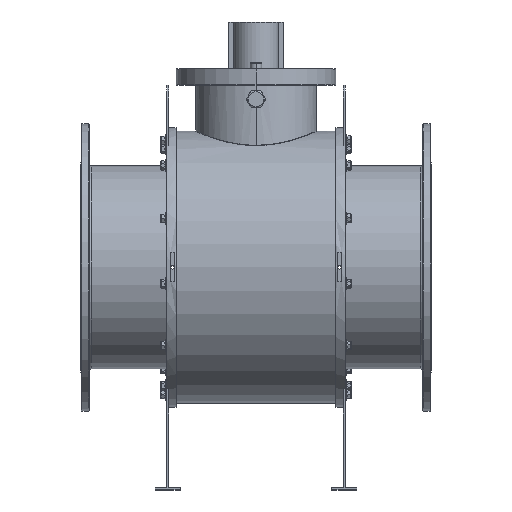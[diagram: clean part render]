
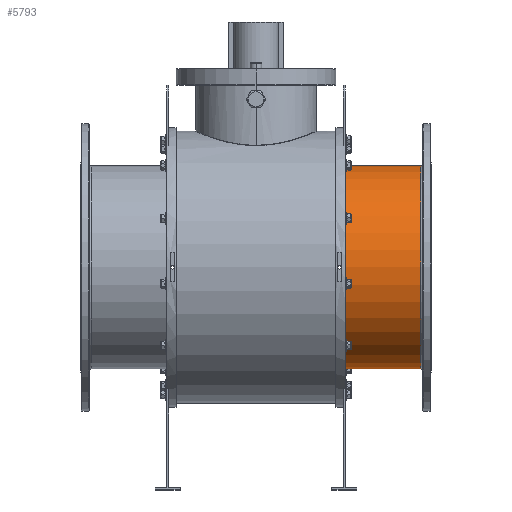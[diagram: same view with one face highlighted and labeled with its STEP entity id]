
A CAD part, top view. The second image highlights one B-rep face of the part: STEP entity #5793.
In plain terms, the highlighted cylindrical face has radius 264.5 mm (diameter 529 mm), a partial arc.
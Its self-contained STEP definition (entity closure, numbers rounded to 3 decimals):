
#523 = DIRECTION ( 'NONE',  ( 0., 0., -1. ) ) ;
#1010 = EDGE_CURVE ( 'NONE', #6060, #7414, #7328, .T. ) ;
#1197 = CYLINDRICAL_SURFACE ( 'NONE', #2209, 264.5 ) ;
#1663 = DIRECTION ( 'NONE',  ( -1., 0., 0. ) ) ;
#1812 = EDGE_CURVE ( 'NONE', #12181, #6060, #10641, .T. ) ;
#2209 = AXIS2_PLACEMENT_3D ( 'NONE', #9729, #6598, #9870 ) ;
#2321 = CARTESIAN_POINT ( 'NONE',  ( -457., -264.5, 0. ) ) ;
#3359 = AXIS2_PLACEMENT_3D ( 'NONE', #10841, #1663, #8553 ) ;
#3450 = ORIENTED_EDGE ( 'NONE', *, *, #3503, .F. ) ;
#3503 = EDGE_CURVE ( 'NONE', #12181, #5183, #11952, .T. ) ;
#4441 = CIRCLE ( 'NONE', #11966, 264.5 ) ;
#5069 = CARTESIAN_POINT ( 'NONE',  ( -457., 264.5, 0. ) ) ;
#5183 = VERTEX_POINT ( 'NONE', #6989 ) ;
#5793 = ADVANCED_FACE ( 'NONE', ( #6529 ), #1197, .T. ) ;
#5938 = DIRECTION ( 'NONE',  ( 1., 0., 0. ) ) ;
#6060 = VERTEX_POINT ( 'NONE', #7149 ) ;
#6396 = VECTOR ( 'NONE', #9411, 1000. ) ;
#6529 = FACE_OUTER_BOUND ( 'NONE', #10533, .T. ) ;
#6598 = DIRECTION ( 'NONE',  ( -1., 0., 0. ) ) ;
#6662 = DIRECTION ( 'NONE',  ( -1., 0., 0. ) ) ;
#6989 = CARTESIAN_POINT ( 'NONE',  ( 232.5, -264.5, 0. ) ) ;
#7147 = CARTESIAN_POINT ( 'NONE',  ( 232.5, 264.5, 0. ) ) ;
#7149 = CARTESIAN_POINT ( 'NONE',  ( 430., 264.5, 0. ) ) ;
#7328 = LINE ( 'NONE', #5069, #6396 ) ;
#7414 = VERTEX_POINT ( 'NONE', #7147 ) ;
#8553 = DIRECTION ( 'NONE',  ( 0., 1., 0. ) ) ;
#9389 = ORIENTED_EDGE ( 'NONE', *, *, #9603, .T. ) ;
#9411 = DIRECTION ( 'NONE',  ( -1., 0., 0. ) ) ;
#9603 = EDGE_CURVE ( 'NONE', #7414, #5183, #4441, .T. ) ;
#9729 = CARTESIAN_POINT ( 'NONE',  ( -457., 0., 0. ) ) ;
#9791 = ORIENTED_EDGE ( 'NONE', *, *, #1812, .T. ) ;
#9870 = DIRECTION ( 'NONE',  ( 0., -1., 0. ) ) ;
#10212 = VECTOR ( 'NONE', #6662, 1000. ) ;
#10533 = EDGE_LOOP ( 'NONE', ( #9791, #12891, #9389, #3450 ) ) ;
#10641 = CIRCLE ( 'NONE', #3359, 264.5 ) ;
#10841 = CARTESIAN_POINT ( 'NONE',  ( 430., 0., 0. ) ) ;
#11952 = LINE ( 'NONE', #2321, #10212 ) ;
#11966 = AXIS2_PLACEMENT_3D ( 'NONE', #12704, #5938, #523 ) ;
#12181 = VERTEX_POINT ( 'NONE', #13597 ) ;
#12704 = CARTESIAN_POINT ( 'NONE',  ( 232.5, 0., 0. ) ) ;
#12891 = ORIENTED_EDGE ( 'NONE', *, *, #1010, .T. ) ;
#13597 = CARTESIAN_POINT ( 'NONE',  ( 430., -264.5, 0. ) ) ;
